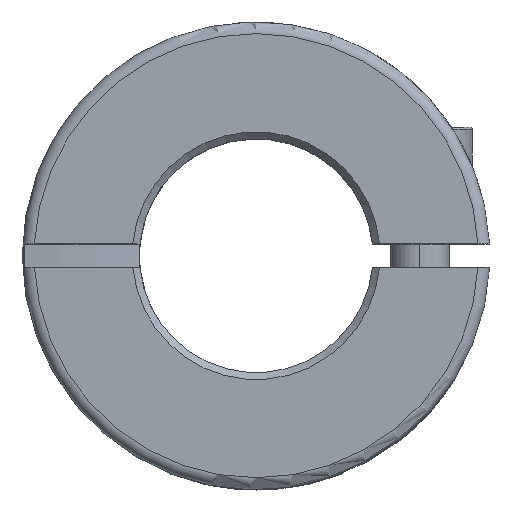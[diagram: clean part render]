
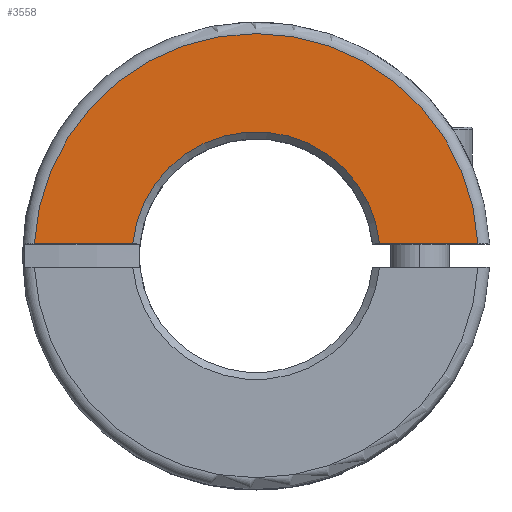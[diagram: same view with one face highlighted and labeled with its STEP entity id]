
A CAD part, top view. The second image highlights one B-rep face of the part: STEP entity #3558.
In plain terms, the highlighted planar face has unit normal (0, 0, 1).
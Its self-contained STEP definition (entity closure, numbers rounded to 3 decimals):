
#24 = DIRECTION ( 'NONE',  ( -1., 0., 0. ) ) ;
#78 = CARTESIAN_POINT ( 'NONE',  ( 0., 0., 9.5 ) ) ;
#606 = EDGE_LOOP ( 'NONE', ( #1940, #3893, #2694, #2954 ) ) ;
#650 = AXIS2_PLACEMENT_3D ( 'NONE', #78, #1448, #2118 ) ;
#683 = VERTEX_POINT ( 'NONE', #1295 ) ;
#693 = DIRECTION ( 'NONE',  ( 0., 0., 1. ) ) ;
#707 = CARTESIAN_POINT ( 'NONE',  ( 0., 0.5, 9.5 ) ) ;
#710 = VECTOR ( 'NONE', #24, 1000. ) ;
#830 = CARTESIAN_POINT ( 'NONE',  ( -9.487, 0.5, 9.5 ) ) ;
#860 = DIRECTION ( 'NONE',  ( 0., 0., 1. ) ) ;
#929 = CIRCLE ( 'NONE', #2595, 9.5 ) ;
#1088 = AXIS2_PLACEMENT_3D ( 'NONE', #2407, #693, #1118 ) ;
#1118 = DIRECTION ( 'NONE',  ( 1., 0., 0. ) ) ;
#1151 = DIRECTION ( 'NONE',  ( 1., 0., 0. ) ) ;
#1295 = CARTESIAN_POINT ( 'NONE',  ( -5.276, 0.5, 9.5 ) ) ;
#1448 = DIRECTION ( 'NONE',  ( 0., 0., -1. ) ) ;
#1705 = EDGE_CURVE ( 'NONE', #2139, #3762, #3062, .T. ) ;
#1795 = EDGE_CURVE ( 'NONE', #683, #3762, #2520, .T. ) ;
#1826 = EDGE_CURVE ( 'NONE', #2139, #2552, #929, .T. ) ;
#1940 = ORIENTED_EDGE ( 'NONE', *, *, #1705, .F. ) ;
#2106 = CARTESIAN_POINT ( 'NONE',  ( 9.487, 0.5, 9.5 ) ) ;
#2118 = DIRECTION ( 'NONE',  ( 1., 0., 0. ) ) ;
#2139 = VERTEX_POINT ( 'NONE', #2106 ) ;
#2290 = EDGE_CURVE ( 'NONE', #683, #2552, #3606, .T. ) ;
#2407 = CARTESIAN_POINT ( 'NONE',  ( 0., 0., 9.5 ) ) ;
#2426 = PLANE ( 'NONE',  #1088 ) ;
#2520 = CIRCLE ( 'NONE', #650, 5.3 ) ;
#2541 = CARTESIAN_POINT ( 'NONE',  ( 0., 0., 9.5 ) ) ;
#2552 = VERTEX_POINT ( 'NONE', #830 ) ;
#2595 = AXIS2_PLACEMENT_3D ( 'NONE', #2541, #860, #1151 ) ;
#2694 = ORIENTED_EDGE ( 'NONE', *, *, #2290, .F. ) ;
#2933 = VECTOR ( 'NONE', #3990, 1000. ) ;
#2941 = CARTESIAN_POINT ( 'NONE',  ( 0., 0.5, 9.5 ) ) ;
#2954 = ORIENTED_EDGE ( 'NONE', *, *, #1795, .T. ) ;
#3062 = LINE ( 'NONE', #707, #2933 ) ;
#3558 = ADVANCED_FACE ( 'NONE', ( #3978 ), #2426, .T. ) ;
#3606 = LINE ( 'NONE', #2941, #710 ) ;
#3762 = VERTEX_POINT ( 'NONE', #4267 ) ;
#3893 = ORIENTED_EDGE ( 'NONE', *, *, #1826, .T. ) ;
#3978 = FACE_OUTER_BOUND ( 'NONE', #606, .T. ) ;
#3990 = DIRECTION ( 'NONE',  ( -1., 0., 0. ) ) ;
#4267 = CARTESIAN_POINT ( 'NONE',  ( 5.276, 0.5, 9.5 ) ) ;
